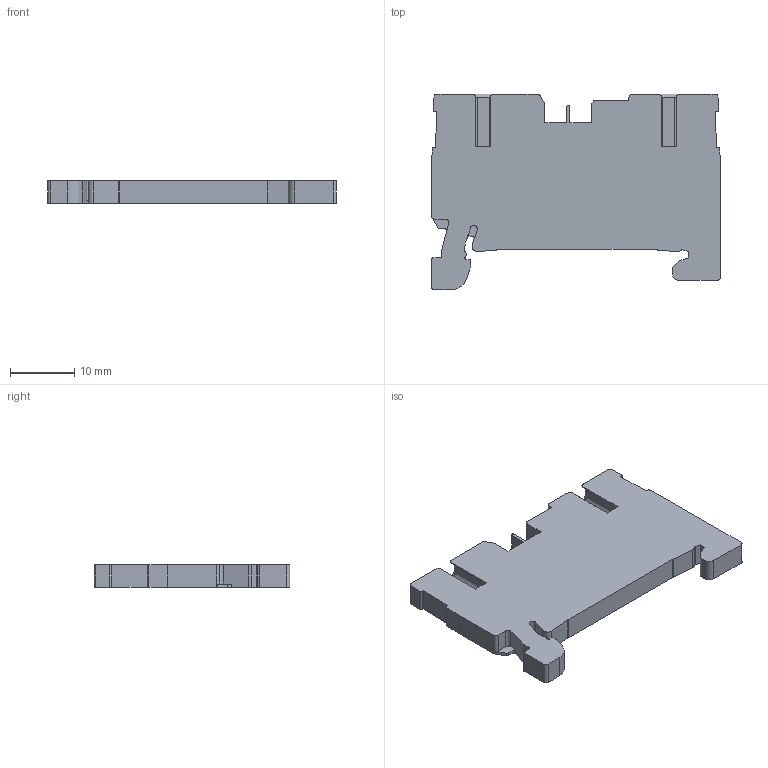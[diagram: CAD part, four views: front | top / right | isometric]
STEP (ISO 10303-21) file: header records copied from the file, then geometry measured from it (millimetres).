
FILE_DESCRIPTION((''),'2;1');
FILE_NAME('PRK1-5_ISO_2A','2019-07-19T',('Christian Carl'),(''),'CREO PARAMETRIC BY PTC INC, 2016380','CREO PARAMETRIC BY PTC INC, 2016380','');
FILE_SCHEMA(('CONFIG_CONTROL_DESIGN'));
Length unit declared in the file: millimetre
Products named in the file (1): PRK1-5_ISO_2A
Bounding box: 45 x 30.5 x 3.5 mm (x, y, z)
Volume: 3300 mm3; surface area: 3472.8 mm2
Topology: 1 solids, 1 shells, 199 faces, 575 edges, 382 vertices
Faces by surface type: plane 124, cylinder 67, cone 8
Entity records: 6614 total; most frequent: CARTESIAN_POINT 1230, ORIENTED_EDGE 1150, DIRECTION 1098, EDGE_CURVE 575, VECTOR 410, LINE 410, VERTEX_POINT 382, AXIS2_PLACEMENT_3D 344
